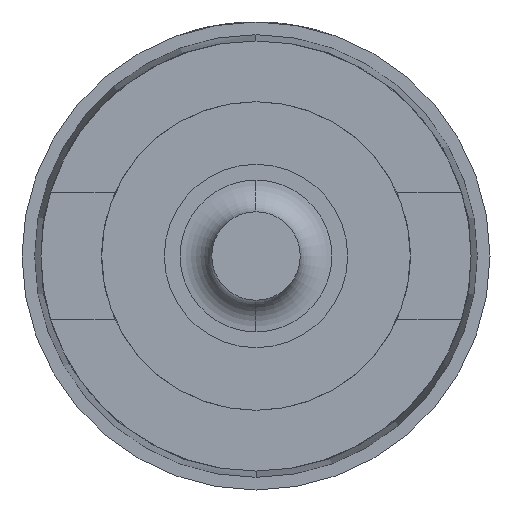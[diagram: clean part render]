
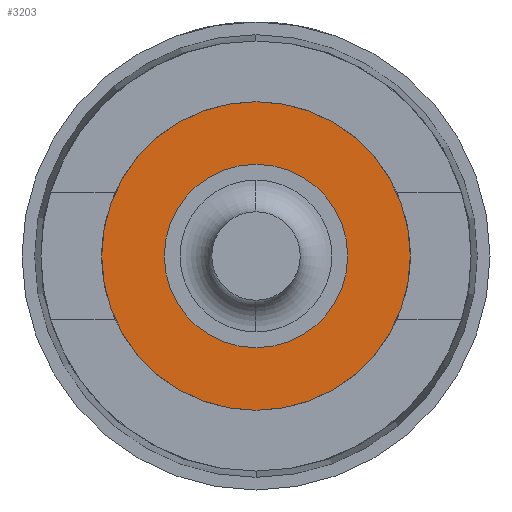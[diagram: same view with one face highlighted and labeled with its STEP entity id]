
A CAD part, front view. The second image highlights one B-rep face of the part: STEP entity #3203.
In plain terms, the highlighted planar face has unit normal (0, -1, 0).
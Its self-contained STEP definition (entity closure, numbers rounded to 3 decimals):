
#104 = DIRECTION ( 'NONE',  ( 0., 0., -1. ) ) ;
#182 = FACE_OUTER_BOUND ( 'NONE', #1030, .T. ) ;
#213 = DIRECTION ( 'NONE',  ( 0., -1., 0. ) ) ;
#242 = DIRECTION ( 'NONE',  ( 0., 0., -1. ) ) ;
#269 = DIRECTION ( 'NONE',  ( 0., 0., -1. ) ) ;
#482 = CARTESIAN_POINT ( 'NONE',  ( 0., -56.7, -0.725 ) ) ;
#487 = CARTESIAN_POINT ( 'NONE',  ( 0., -56.7, 0. ) ) ;
#550 = CARTESIAN_POINT ( 'NONE',  ( 0., -56.7, 0. ) ) ;
#559 = EDGE_CURVE ( 'Defeature ausgef�hrt1_10+Defeature ausgef�hrt1_9+Defeature ausgef�hrt1_9+Defeature ausgef�hrt1_9', #785, #2502, #713, .T. ) ;
#701 = DIRECTION ( 'NONE',  ( 0., 0., -1. ) ) ;
#704 = EDGE_CURVE ( 'Defeature ausgef�hrt1_9+Defeature ausgef�hrt1_11+Defeature ausgef�hrt1_11+Defeature ausgef�hrt1_11', #1034, #2944, #2744, .T. ) ;
#713 = CIRCLE ( 'NONE', #2927, 0.725 ) ;
#776 = FACE_BOUND ( 'NONE', #2151, .T. ) ;
#785 = VERTEX_POINT ( 'NONE', #2468 ) ;
#1030 = EDGE_LOOP ( 'NONE', ( #1039, #3053 ) ) ;
#1034 = VERTEX_POINT ( 'NONE', #2534 ) ;
#1039 = ORIENTED_EDGE ( 'NONE', *, *, #704, .T. ) ;
#1135 = EDGE_CURVE ( 'Defeature ausgef�hrt1_9+Defeature ausgef�hrt1_11+Defeature ausgef�hrt1_11+Defeature ausgef�hrt1_11', #2944, #1034, #3195, .T. ) ;
#1562 = AXIS2_PLACEMENT_3D ( 'NONE', #2923, #1572, #242 ) ;
#1572 = DIRECTION ( 'NONE',  ( 0., -1., 0. ) ) ;
#1573 = DIRECTION ( 'NONE',  ( 0., -1., 0. ) ) ;
#1603 = AXIS2_PLACEMENT_3D ( 'NONE', #3037, #1743, #104 ) ;
#1623 = AXIS2_PLACEMENT_3D ( 'NONE', #1836, #213, #701 ) ;
#1660 = ORIENTED_EDGE ( 'NONE', *, *, #1774, .F. ) ;
#1743 = DIRECTION ( 'NONE',  ( 0., -1., 0. ) ) ;
#1774 = EDGE_CURVE ( 'Defeature ausgef�hrt1_10+Defeature ausgef�hrt1_9+Defeature ausgef�hrt1_9+Defeature ausgef�hrt1_9', #2502, #785, #3383, .T. ) ;
#1836 = CARTESIAN_POINT ( 'NONE',  ( 0., -56.7, 0. ) ) ;
#2038 = ORIENTED_EDGE ( 'NONE', *, *, #559, .F. ) ;
#2151 = EDGE_LOOP ( 'NONE', ( #1660, #2038 ) ) ;
#2362 = CARTESIAN_POINT ( 'NONE',  ( 0., -56.7, 1.22 ) ) ;
#2464 = DIRECTION ( 'NONE',  ( 0., -1., 0. ) ) ;
#2468 = CARTESIAN_POINT ( 'NONE',  ( 0., -56.7, 0.725 ) ) ;
#2502 = VERTEX_POINT ( 'NONE', #482 ) ;
#2534 = CARTESIAN_POINT ( 'NONE',  ( 0., -56.7, -1.22 ) ) ;
#2547 = AXIS2_PLACEMENT_3D ( 'NONE', #550, #2464, #269 ) ;
#2744 = CIRCLE ( 'NONE', #1623, 1.22 ) ;
#2923 = CARTESIAN_POINT ( 'NONE',  ( 0., -56.7, 0. ) ) ;
#2927 = AXIS2_PLACEMENT_3D ( 'NONE', #487, #1573, #2954 ) ;
#2944 = VERTEX_POINT ( 'NONE', #2362 ) ;
#2954 = DIRECTION ( 'NONE',  ( 0., 0., -1. ) ) ;
#3037 = CARTESIAN_POINT ( 'NONE',  ( 0., -56.7, 0. ) ) ;
#3053 = ORIENTED_EDGE ( 'NONE', *, *, #1135, .T. ) ;
#3195 = CIRCLE ( 'NONE', #2547, 1.22 ) ;
#3203 = ADVANCED_FACE ( 'Defeature ausgef�hrt1_9', ( #182, #776 ), #3486, .T. ) ;
#3383 = CIRCLE ( 'NONE', #1603, 0.725 ) ;
#3486 = PLANE ( 'NONE',  #1562 ) ;
